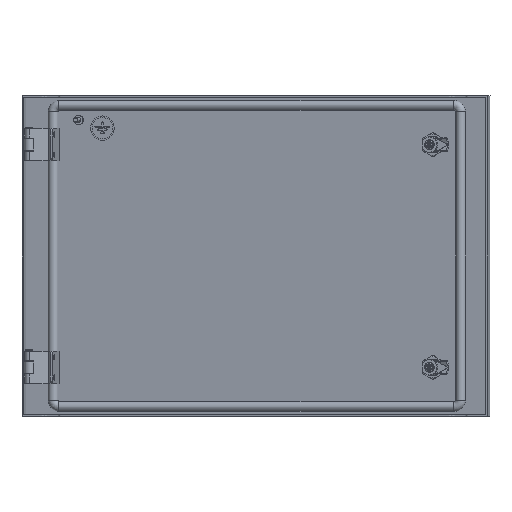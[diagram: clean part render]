
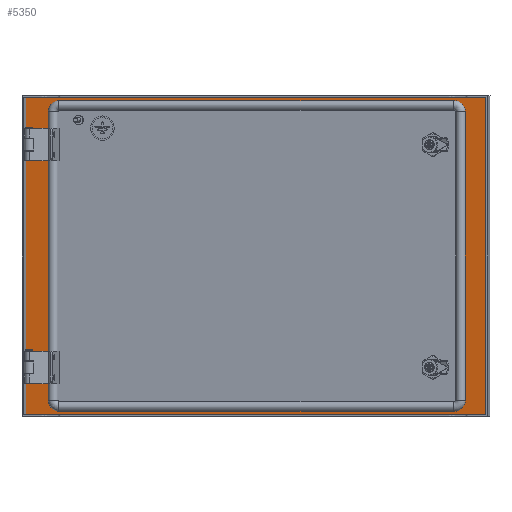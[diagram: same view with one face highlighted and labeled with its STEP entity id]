
A CAD part, left-side view. The second image highlights one B-rep face of the part: STEP entity #5350.
In plain terms, the highlighted planar face has unit normal (-0.966, 0.259, 0).
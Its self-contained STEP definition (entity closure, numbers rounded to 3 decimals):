
#1 = CARTESIAN_POINT ( 'NONE',  ( -22.94, -71.314, -167. ) ) ;
#97 = ORIENTED_EDGE ( 'NONE', *, *, #74314, .T. ) ;
#416 = CARTESIAN_POINT ( 'NONE',  ( -19.32, -57.791, 203. ) ) ;
#2310 = VECTOR ( 'NONE', #50446, 1000. ) ;
#3083 = EDGE_CURVE ( 'NONE', #6417, #40832, #92287, .T. ) ;
#3754 = VERTEX_POINT ( 'NONE', #15242 ) ;
#4509 = ORIENTED_EDGE ( 'NONE', *, *, #23983, .T. ) ;
#5350 = ADVANCED_FACE ( 'NONE', ( #22548, #107424, #56414, #5411 ), #39173, .F. ) ;
#5411 = FACE_BOUND ( 'NONE', #10581, .T. ) ;
#5638 = CARTESIAN_POINT ( 'NONE',  ( -15.958, -45.233, 162.5 ) ) ;
#6107 = CARTESIAN_POINT ( 'NONE',  ( -157.141, -572.664, 203. ) ) ;
#6417 = VERTEX_POINT ( 'NONE', #6835 ) ;
#6835 = CARTESIAN_POINT ( 'NONE',  ( -153.521, -559.14, 217. ) ) ;
#9209 = DIRECTION ( 'NONE',  ( -0.259, -0.966, 0. ) ) ;
#10581 = EDGE_LOOP ( 'NONE', ( #38131, #22465, #97, #21450, #16227, #4509, #23222, #20602 ) ) ;
#10984 = VECTOR ( 'NONE', #94118, 1000. ) ;
#11334 = EDGE_CURVE ( 'NONE', #65600, #49157, #76791, .T. ) ;
#14564 = CIRCLE ( 'NONE', #28656, 14. ) ;
#14686 = CARTESIAN_POINT ( 'NONE',  ( -22.94, -71.314, 217. ) ) ;
#15242 = CARTESIAN_POINT ( 'NONE',  ( -164.64, -600.677, -171. ) ) ;
#15831 = VECTOR ( 'NONE', #84065, 1000. ) ;
#16227 = ORIENTED_EDGE ( 'NONE', *, *, #3083, .T. ) ;
#16328 = VERTEX_POINT ( 'NONE', #51153 ) ;
#18457 = LINE ( 'NONE', #44530, #105527 ) ;
#18678 = LINE ( 'NONE', #76410, #10984 ) ;
#20602 = ORIENTED_EDGE ( 'NONE', *, *, #75610, .F. ) ;
#21450 = ORIENTED_EDGE ( 'NONE', *, *, #26250, .T. ) ;
#22465 = ORIENTED_EDGE ( 'NONE', *, *, #43440, .T. ) ;
#22548 = FACE_OUTER_BOUND ( 'NONE', #84589, .T. ) ;
#22885 = EDGE_CURVE ( 'NONE', #3754, #87885, #75681, .T. ) ;
#23222 = ORIENTED_EDGE ( 'NONE', *, *, #94738, .F. ) ;
#23890 = CARTESIAN_POINT ( 'NONE',  ( -22.94, -71.314, -167. ) ) ;
#23983 = EDGE_CURVE ( 'NONE', #40832, #77029, #90362, .T. ) ;
#25346 = DIRECTION ( 'NONE',  ( -0.259, -0.966, 0. ) ) ;
#26226 = DIRECTION ( 'NONE',  ( 0., 0., 1. ) ) ;
#26250 = EDGE_CURVE ( 'NONE', #51753, #6417, #60879, .T. ) ;
#27063 = ORIENTED_EDGE ( 'NONE', *, *, #95800, .F. ) ;
#27847 = DIRECTION ( 'NONE',  ( -0.259, -0.966, 0. ) ) ;
#28464 = EDGE_CURVE ( 'NONE', #16328, #89296, #84549, .T. ) ;
#28656 = AXIS2_PLACEMENT_3D ( 'NONE', #69572, #102781, #94485 ) ;
#28751 = CARTESIAN_POINT ( 'NONE',  ( -153.521, -559.14, -167. ) ) ;
#29007 = CARTESIAN_POINT ( 'NONE',  ( -11.821, -29.777, 25. ) ) ;
#29759 = CARTESIAN_POINT ( 'NONE',  ( -153.521, -559.14, 203. ) ) ;
#30512 = VERTEX_POINT ( 'NONE', #28751 ) ;
#30676 = CARTESIAN_POINT ( 'NONE',  ( -15.829, -44.75, -112.5 ) ) ;
#30748 = AXIS2_PLACEMENT_3D ( 'NONE', #62283, #53941, #27847 ) ;
#31423 = DIRECTION ( 'NONE',  ( 0.966, -0.259, 0. ) ) ;
#31962 = EDGE_CURVE ( 'NONE', #87885, #95852, #33025, .T. ) ;
#32030 = AXIS2_PLACEMENT_3D ( 'NONE', #29759, #55295, #89122 ) ;
#33025 = LINE ( 'NONE', #58563, #15831 ) ;
#33944 = AXIS2_PLACEMENT_3D ( 'NONE', #93482, #67454, #9209 ) ;
#34882 = VECTOR ( 'NONE', #40437, 1000. ) ;
#35237 = DIRECTION ( 'NONE',  ( 0.966, -0.259, 0. ) ) ;
#37302 = VERTEX_POINT ( 'NONE', #65974 ) ;
#37792 = DIRECTION ( 'NONE',  ( -0.966, 0.259, 0. ) ) ;
#38131 = ORIENTED_EDGE ( 'NONE', *, *, #51996, .F. ) ;
#39173 = PLANE ( 'NONE',  #62490 ) ;
#39972 = DIRECTION ( 'NONE',  ( -0.259, -0.966, 0. ) ) ;
#40437 = DIRECTION ( 'NONE',  ( 0., 0., -1. ) ) ;
#40832 = VERTEX_POINT ( 'NONE', #57471 ) ;
#42508 = DIRECTION ( 'NONE',  ( -0.259, -0.966, 0. ) ) ;
#42532 = CARTESIAN_POINT ( 'NONE',  ( -164.64, -600.677, 221. ) ) ;
#43440 = EDGE_CURVE ( 'NONE', #67492, #85566, #18457, .T. ) ;
#44054 = EDGE_LOOP ( 'NONE', ( #94178, #60109 ) ) ;
#44530 = CARTESIAN_POINT ( 'NONE',  ( -19.32, -57.791, 25. ) ) ;
#44722 = ORIENTED_EDGE ( 'NONE', *, *, #11334, .F. ) ;
#45722 = CIRCLE ( 'NONE', #47460, 0.5 ) ;
#46161 = EDGE_LOOP ( 'NONE', ( #44722, #27063 ) ) ;
#47460 = AXIS2_PLACEMENT_3D ( 'NONE', #51945, #78016, #42508 ) ;
#49157 = VERTEX_POINT ( 'NONE', #30676 ) ;
#49784 = AXIS2_PLACEMENT_3D ( 'NONE', #92940, #100709, #50791 ) ;
#50446 = DIRECTION ( 'NONE',  ( -0.259, -0.966, 0. ) ) ;
#50791 = DIRECTION ( 'NONE',  ( 0., 0., -1. ) ) ;
#51153 = CARTESIAN_POINT ( 'NONE',  ( -16.087, -45.716, 162.5 ) ) ;
#51707 = ORIENTED_EDGE ( 'NONE', *, *, #31962, .T. ) ;
#51753 = VERTEX_POINT ( 'NONE', #14686 ) ;
#51945 = CARTESIAN_POINT ( 'NONE',  ( -15.958, -45.233, 162.5 ) ) ;
#51996 = EDGE_CURVE ( 'NONE', #67492, #103243, #14564, .T. ) ;
#53941 = DIRECTION ( 'NONE',  ( -0.966, 0.259, 0. ) ) ;
#54085 = CARTESIAN_POINT ( 'NONE',  ( -19.32, -57.791, -153. ) ) ;
#54562 = VECTOR ( 'NONE', #25346, 1000. ) ;
#55085 = DIRECTION ( 'NONE',  ( 0., 0., -1. ) ) ;
#55295 = DIRECTION ( 'NONE',  ( 0.966, -0.259, 0. ) ) ;
#56414 = FACE_BOUND ( 'NONE', #46161, .T. ) ;
#57189 = CARTESIAN_POINT ( 'NONE',  ( -15.829, -44.75, 162.5 ) ) ;
#57471 = CARTESIAN_POINT ( 'NONE',  ( -157.141, -572.664, 203. ) ) ;
#57901 = ORIENTED_EDGE ( 'NONE', *, *, #22885, .T. ) ;
#58072 = CARTESIAN_POINT ( 'NONE',  ( -88.23, -315.227, 25. ) ) ;
#58563 = CARTESIAN_POINT ( 'NONE',  ( -88.23, -315.227, 221. ) ) ;
#58688 = CIRCLE ( 'NONE', #49784, 14. ) ;
#59778 = CARTESIAN_POINT ( 'NONE',  ( -22.94, -71.314, 217. ) ) ;
#59802 = EDGE_CURVE ( 'NONE', #37302, #3754, #18678, .T. ) ;
#60109 = ORIENTED_EDGE ( 'NONE', *, *, #85605, .F. ) ;
#60288 = EDGE_CURVE ( 'NONE', #95852, #37302, #104460, .T. ) ;
#60879 = LINE ( 'NONE', #59778, #54562 ) ;
#62283 = CARTESIAN_POINT ( 'NONE',  ( -15.958, -45.233, -112.5 ) ) ;
#62490 = AXIS2_PLACEMENT_3D ( 'NONE', #58072, #31423, #90227 ) ;
#65600 = VERTEX_POINT ( 'NONE', #73315 ) ;
#65974 = CARTESIAN_POINT ( 'NONE',  ( -11.821, -29.777, -171. ) ) ;
#67454 = DIRECTION ( 'NONE',  ( -0.966, 0.259, 0. ) ) ;
#67492 = VERTEX_POINT ( 'NONE', #54085 ) ;
#67652 = CIRCLE ( 'NONE', #33944, 0.5 ) ;
#67976 = AXIS2_PLACEMENT_3D ( 'NONE', #76336, #35237, #68601 ) ;
#68601 = DIRECTION ( 'NONE',  ( 0.259, 0.966, 0. ) ) ;
#69117 = CARTESIAN_POINT ( 'NONE',  ( -11.821, -29.777, 221. ) ) ;
#69572 = CARTESIAN_POINT ( 'NONE',  ( -22.94, -71.314, -153. ) ) ;
#70266 = VECTOR ( 'NONE', #109467, 1000. ) ;
#71428 = ORIENTED_EDGE ( 'NONE', *, *, #59802, .T. ) ;
#73315 = CARTESIAN_POINT ( 'NONE',  ( -16.087, -45.716, -112.5 ) ) ;
#74314 = EDGE_CURVE ( 'NONE', #85566, #51753, #90974, .T. ) ;
#74586 = CARTESIAN_POINT ( 'NONE',  ( -164.64, -600.677, 25. ) ) ;
#75610 = EDGE_CURVE ( 'NONE', #103243, #30512, #108701, .T. ) ;
#75681 = LINE ( 'NONE', #74586, #70266 ) ;
#76336 = CARTESIAN_POINT ( 'NONE',  ( -22.94, -71.314, 203. ) ) ;
#76410 = CARTESIAN_POINT ( 'NONE',  ( -88.23, -315.227, -171. ) ) ;
#76791 = CIRCLE ( 'NONE', #30748, 0.5 ) ;
#77029 = VERTEX_POINT ( 'NONE', #81557 ) ;
#77888 = ORIENTED_EDGE ( 'NONE', *, *, #60288, .T. ) ;
#78016 = DIRECTION ( 'NONE',  ( -0.966, 0.259, 0. ) ) ;
#81557 = CARTESIAN_POINT ( 'NONE',  ( -157.141, -572.664, -153. ) ) ;
#84065 = DIRECTION ( 'NONE',  ( 0.259, 0.966, 0. ) ) ;
#84549 = CIRCLE ( 'NONE', #98713, 0.5 ) ;
#84589 = EDGE_LOOP ( 'NONE', ( #77888, #71428, #57901, #51707 ) ) ;
#85566 = VERTEX_POINT ( 'NONE', #416 ) ;
#85605 = EDGE_CURVE ( 'NONE', #89296, #16328, #45722, .T. ) ;
#87885 = VERTEX_POINT ( 'NONE', #42532 ) ;
#89122 = DIRECTION ( 'NONE',  ( 0., 0., 1. ) ) ;
#89296 = VERTEX_POINT ( 'NONE', #57189 ) ;
#90227 = DIRECTION ( 'NONE',  ( 0.259, 0.966, 0. ) ) ;
#90362 = LINE ( 'NONE', #6107, #34882 ) ;
#90974 = CIRCLE ( 'NONE', #67976, 14. ) ;
#92287 = CIRCLE ( 'NONE', #32030, 14. ) ;
#92940 = CARTESIAN_POINT ( 'NONE',  ( -153.521, -559.14, -153. ) ) ;
#93482 = CARTESIAN_POINT ( 'NONE',  ( -15.958, -45.233, -112.5 ) ) ;
#94118 = DIRECTION ( 'NONE',  ( -0.259, -0.966, 0. ) ) ;
#94178 = ORIENTED_EDGE ( 'NONE', *, *, #28464, .F. ) ;
#94485 = DIRECTION ( 'NONE',  ( 0.259, 0.966, 0. ) ) ;
#94738 = EDGE_CURVE ( 'NONE', #30512, #77029, #58688, .T. ) ;
#95800 = EDGE_CURVE ( 'NONE', #49157, #65600, #67652, .T. ) ;
#95852 = VERTEX_POINT ( 'NONE', #69117 ) ;
#98713 = AXIS2_PLACEMENT_3D ( 'NONE', #5638, #37792, #39972 ) ;
#100709 = DIRECTION ( 'NONE',  ( -0.966, 0.259, 0. ) ) ;
#102781 = DIRECTION ( 'NONE',  ( -0.966, 0.259, 0. ) ) ;
#103243 = VERTEX_POINT ( 'NONE', #23890 ) ;
#104460 = LINE ( 'NONE', #29007, #104853 ) ;
#104853 = VECTOR ( 'NONE', #55085, 1000. ) ;
#105527 = VECTOR ( 'NONE', #26226, 1000. ) ;
#107424 = FACE_BOUND ( 'NONE', #44054, .T. ) ;
#108701 = LINE ( 'NONE', #1, #2310 ) ;
#109467 = DIRECTION ( 'NONE',  ( 0., 0., 1. ) ) ;
